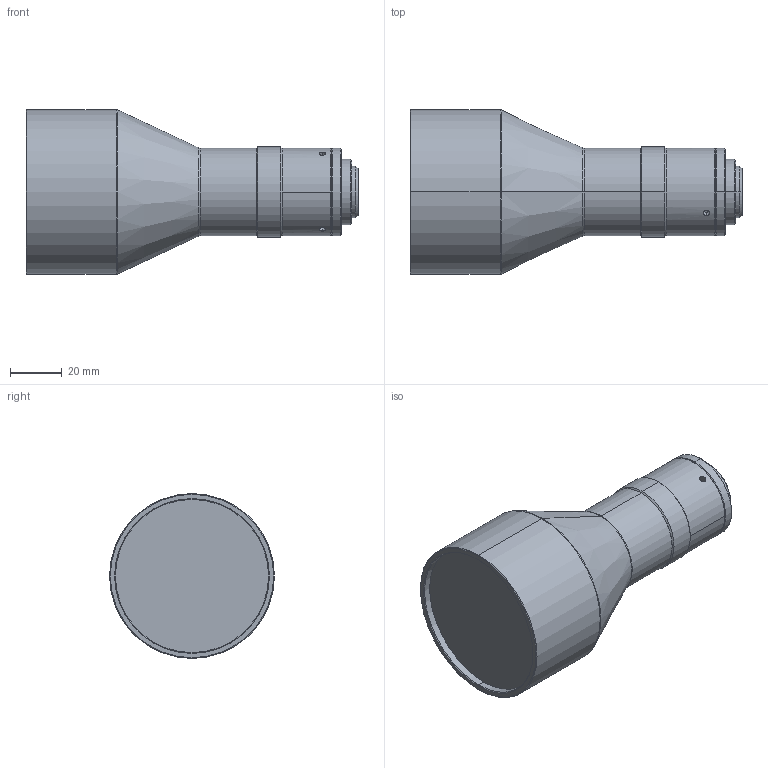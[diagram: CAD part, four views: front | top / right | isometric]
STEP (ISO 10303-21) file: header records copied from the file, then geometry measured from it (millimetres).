
FILE_DESCRIPTION (( 'STEP AP203' ), '1' );
FILE_NAME ('DTCM125-48.STEP', '2019-11-13T03:30:09', ( 'Windows 蚚誧' ), ( '' ), 'SwSTEP 2.0', 'SolidWorks 2017', '' );
FILE_SCHEMA (( 'CONFIG_CONTROL_DESIGN' ));
Length unit declared in the file: millimetre
Products named in the file (1): DTCM125-48
Bounding box: 128.94 x 64 x 64 mm (x, y, z)
Volume: 220473.5 mm3; surface area: 23800.3 mm2
Topology: 1 solids, 1 shells, 68 faces, 145 edges, 87 vertices
Faces by surface type: cone 29, cylinder 26, plane 9, bspline 4
Entity records: 2132 total; most frequent: CARTESIAN_POINT 591, DIRECTION 327, ORIENTED_EDGE 286, EDGE_CURVE 143, AXIS2_PLACEMENT_3D 137, VERTEX_POINT 87, EDGE_LOOP 78, CIRCLE 72
